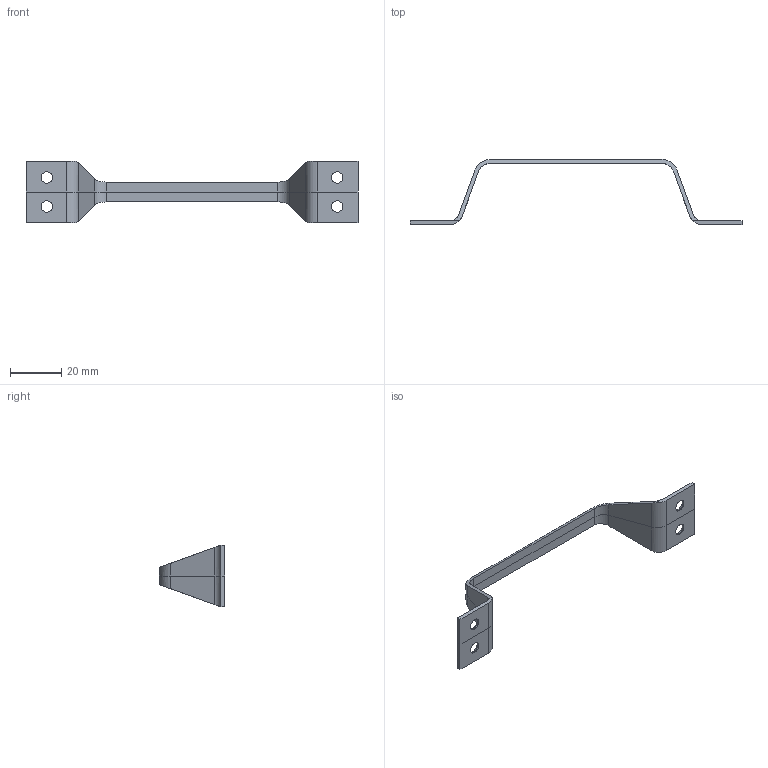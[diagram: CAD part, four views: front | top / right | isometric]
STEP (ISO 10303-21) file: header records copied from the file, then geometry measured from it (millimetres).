
FILE_DESCRIPTION(('FreeCAD Model'),'2;1');
FILE_NAME('door handle.stp', '2015-04-28T13:51:59',('Author'),(''), 'Open CASCADE STEP processor 6.8','FreeCAD','Unknown');
FILE_SCHEMA(('AUTOMOTIVE_DESIGN_CC2 { 1 2 10303 214 -1 1 5 4 }'));
Length unit declared in the file: millimetre
Products named in the file (1): door_handle
Bounding box: 130 x 25.5 x 24 mm (x, y, z)
Volume: 3205.5 mm3; surface area: 4928.6 mm2
Topology: 1 solids, 1 shells, 54 faces, 132 edges, 80 vertices
Faces by surface type: plane 30, cylinder 20, torus 4
Full cylindrical faces by diameter (mm): 4.5 x4
Entity records: 3451 total; most frequent: CARTESIAN_POINT 773, DIRECTION 504, LINE 282, VECTOR 282, ORIENTED_EDGE 264, PCURVE 264, DEFINITIONAL_REPRESENTATION 264, EDGE_CURVE 132
